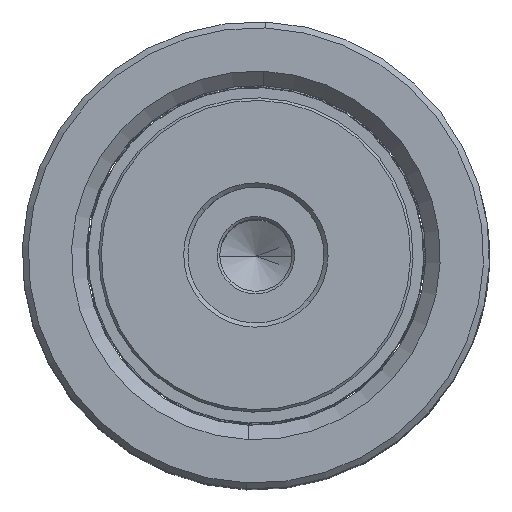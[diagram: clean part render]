
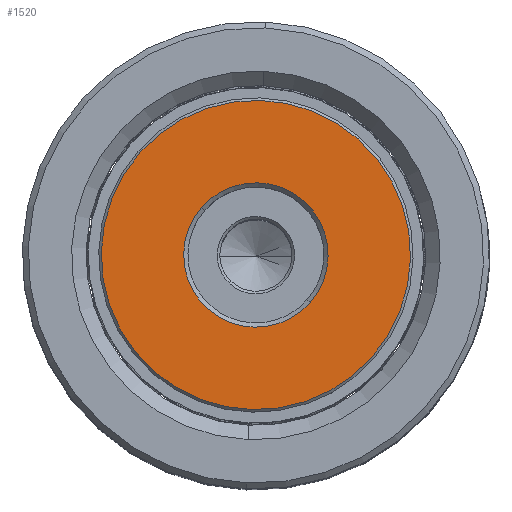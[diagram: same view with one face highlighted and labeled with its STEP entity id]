
A CAD part, top view. The second image highlights one B-rep face of the part: STEP entity #1520.
In plain terms, the highlighted face is planar.
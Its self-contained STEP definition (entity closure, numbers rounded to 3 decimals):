
#243 = EDGE_CURVE ( 'NONE', #24615, #17012, #16658, .T. ) ;
#835 = CARTESIAN_POINT ( 'NONE',  ( 8.5, 0., 0. ) ) ;
#1029 = CARTESIAN_POINT ( 'NONE',  ( 0., 0., 0. ) ) ;
#1520 = ADVANCED_FACE ( 'NONE', ( #9678, #26417 ), #18520, .F. ) ;
#1810 = VERTEX_POINT ( 'NONE', #14620 ) ;
#1866 = DIRECTION ( 'NONE',  ( 0., 0., -1. ) ) ;
#2822 = DIRECTION ( 'NONE',  ( 1., 0., 0. ) ) ;
#5646 = DIRECTION ( 'NONE',  ( 0., 0., 1. ) ) ;
#8165 = CARTESIAN_POINT ( 'NONE',  ( 0., 0., 0. ) ) ;
#8213 = EDGE_LOOP ( 'NONE', ( #17214, #32970 ) ) ;
#9138 = CARTESIAN_POINT ( 'NONE',  ( 0., 0., 0. ) ) ;
#9678 = FACE_OUTER_BOUND ( 'NONE', #13360, .T. ) ;
#10654 = DIRECTION ( 'NONE',  ( 1., 0., 0. ) ) ;
#13360 = EDGE_LOOP ( 'NONE', ( #21908, #15007 ) ) ;
#14620 = CARTESIAN_POINT ( 'NONE',  ( 18.2, 0., 0. ) ) ;
#14864 = CARTESIAN_POINT ( 'NONE',  ( 0., 0., 0. ) ) ;
#14934 = EDGE_CURVE ( 'NONE', #19522, #1810, #25395, .T. ) ;
#15007 = ORIENTED_EDGE ( 'NONE', *, *, #14934, .T. ) ;
#15332 = CARTESIAN_POINT ( 'NONE',  ( 0., 0., 0. ) ) ;
#16658 = CIRCLE ( 'NONE', #21875, 8.5 ) ;
#17012 = VERTEX_POINT ( 'NONE', #26715 ) ;
#17214 = ORIENTED_EDGE ( 'NONE', *, *, #32187, .T. ) ;
#18520 = PLANE ( 'NONE',  #39901 ) ;
#19522 = VERTEX_POINT ( 'NONE', #36175 ) ;
#21875 = AXIS2_PLACEMENT_3D ( 'NONE', #1029, #29256, #24034 ) ;
#21908 = ORIENTED_EDGE ( 'NONE', *, *, #38123, .T. ) ;
#24034 = DIRECTION ( 'NONE',  ( 1., 0., 0. ) ) ;
#24615 = VERTEX_POINT ( 'NONE', #835 ) ;
#25395 = CIRCLE ( 'NONE', #27426, 18.2 ) ;
#26369 = CIRCLE ( 'NONE', #27538, 8.5 ) ;
#26417 = FACE_BOUND ( 'NONE', #8213, .T. ) ;
#26715 = CARTESIAN_POINT ( 'NONE',  ( -8.5, 0., 0. ) ) ;
#27426 = AXIS2_PLACEMENT_3D ( 'NONE', #8165, #1866, #10654 ) ;
#27538 = AXIS2_PLACEMENT_3D ( 'NONE', #14864, #5646, #40148 ) ;
#29256 = DIRECTION ( 'NONE',  ( 0., 0., 1. ) ) ;
#32187 = EDGE_CURVE ( 'NONE', #17012, #24615, #26369, .T. ) ;
#32970 = ORIENTED_EDGE ( 'NONE', *, *, #243, .T. ) ;
#33969 = DIRECTION ( 'NONE',  ( 0., 0., -1. ) ) ;
#34818 = DIRECTION ( 'NONE',  ( 1., 0., 0. ) ) ;
#36175 = CARTESIAN_POINT ( 'NONE',  ( -18.2, 0., 0. ) ) ;
#36967 = AXIS2_PLACEMENT_3D ( 'NONE', #15332, #33969, #2822 ) ;
#37531 = CIRCLE ( 'NONE', #36967, 18.2 ) ;
#37584 = DIRECTION ( 'NONE',  ( 0., 0., 1. ) ) ;
#38123 = EDGE_CURVE ( 'NONE', #1810, #19522, #37531, .T. ) ;
#39901 = AXIS2_PLACEMENT_3D ( 'NONE', #9138, #37584, #34818 ) ;
#40148 = DIRECTION ( 'NONE',  ( 1., 0., 0. ) ) ;
